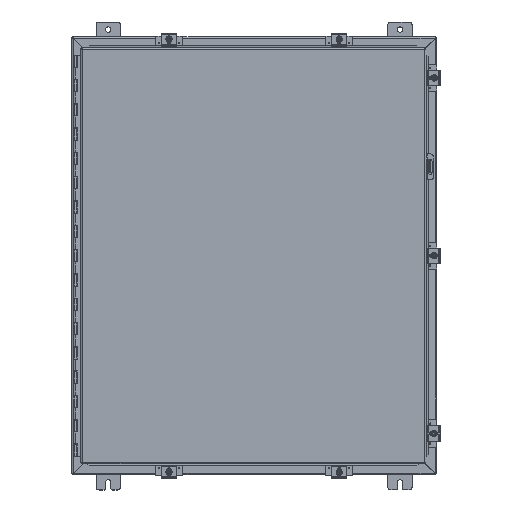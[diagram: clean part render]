
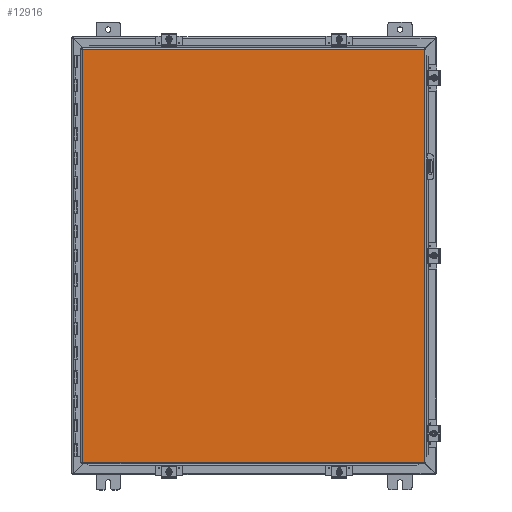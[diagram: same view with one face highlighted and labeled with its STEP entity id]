
A CAD part, top view. The second image highlights one B-rep face of the part: STEP entity #12916.
In plain terms, the highlighted face is planar.
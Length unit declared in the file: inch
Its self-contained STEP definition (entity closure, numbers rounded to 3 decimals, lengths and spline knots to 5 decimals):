
#533 = CARTESIAN_POINT ( 'NONE',  ( -14.08225, -16.9885, 0. ) ) ;
#1705 = VERTEX_POINT ( 'NONE', #7678 ) ;
#2966 = CARTESIAN_POINT ( 'NONE',  ( 0., 0., 0. ) ) ;
#3306 = VECTOR ( 'NONE', #38962, 39.37008 ) ;
#3737 = VECTOR ( 'NONE', #22945, 39.37008 ) ;
#5451 = VERTEX_POINT ( 'NONE', #7112 ) ;
#7112 = CARTESIAN_POINT ( 'NONE',  ( 14.08225, -16.9885, 0. ) ) ;
#7678 = CARTESIAN_POINT ( 'NONE',  ( 14.08225, 16.9885, 0. ) ) ;
#10360 = VERTEX_POINT ( 'NONE', #44061 ) ;
#12916 = ADVANCED_FACE ( 'NONE', ( #21046 ), #25136, .F. ) ;
#15014 = ORIENTED_EDGE ( 'NONE', *, *, #40287, .T. ) ;
#16228 = ORIENTED_EDGE ( 'NONE', *, *, #48447, .T. ) ;
#16350 = AXIS2_PLACEMENT_3D ( 'NONE', #2966, #17117, #29766 ) ;
#17117 = DIRECTION ( 'NONE',  ( 0., 0., 1. ) ) ;
#20270 = CARTESIAN_POINT ( 'NONE',  ( 14.08225, 16.9885, 0. ) ) ;
#20284 = DIRECTION ( 'NONE',  ( 0., -1., 0. ) ) ;
#20606 = ORIENTED_EDGE ( 'NONE', *, *, #38767, .T. ) ;
#21046 = FACE_OUTER_BOUND ( 'NONE', #38236, .T. ) ;
#22945 = DIRECTION ( 'NONE',  ( -1., 0., 0. ) ) ;
#23073 = LINE ( 'NONE', #38856, #3306 ) ;
#25136 = PLANE ( 'NONE',  #16350 ) ;
#28100 = ORIENTED_EDGE ( 'NONE', *, *, #41905, .T. ) ;
#29766 = DIRECTION ( 'NONE',  ( 1., 0., 0. ) ) ;
#33131 = CARTESIAN_POINT ( 'NONE',  ( 14.08225, -16.9885, 0. ) ) ;
#35526 = CARTESIAN_POINT ( 'NONE',  ( -14.08225, 16.9885, 0. ) ) ;
#38236 = EDGE_LOOP ( 'NONE', ( #16228, #15014, #20606, #28100 ) ) ;
#38767 = EDGE_CURVE ( 'NONE', #1705, #5451, #41882, .T. ) ;
#38856 = CARTESIAN_POINT ( 'NONE',  ( -14.08225, 16.9885, 0. ) ) ;
#38962 = DIRECTION ( 'NONE',  ( 1., 0., 0. ) ) ;
#40287 = EDGE_CURVE ( 'NONE', #40390, #1705, #23073, .T. ) ;
#40390 = VERTEX_POINT ( 'NONE', #35526 ) ;
#40609 = VECTOR ( 'NONE', #20284, 39.37008 ) ;
#40662 = VECTOR ( 'NONE', #48920, 39.37008 ) ;
#41882 = LINE ( 'NONE', #20270, #40609 ) ;
#41905 = EDGE_CURVE ( 'NONE', #5451, #10360, #42697, .T. ) ;
#41933 = LINE ( 'NONE', #533, #40662 ) ;
#42697 = LINE ( 'NONE', #33131, #3737 ) ;
#44061 = CARTESIAN_POINT ( 'NONE',  ( -14.08225, -16.9885, 0. ) ) ;
#48447 = EDGE_CURVE ( 'NONE', #10360, #40390, #41933, .T. ) ;
#48920 = DIRECTION ( 'NONE',  ( 0., 1., 0. ) ) ;
